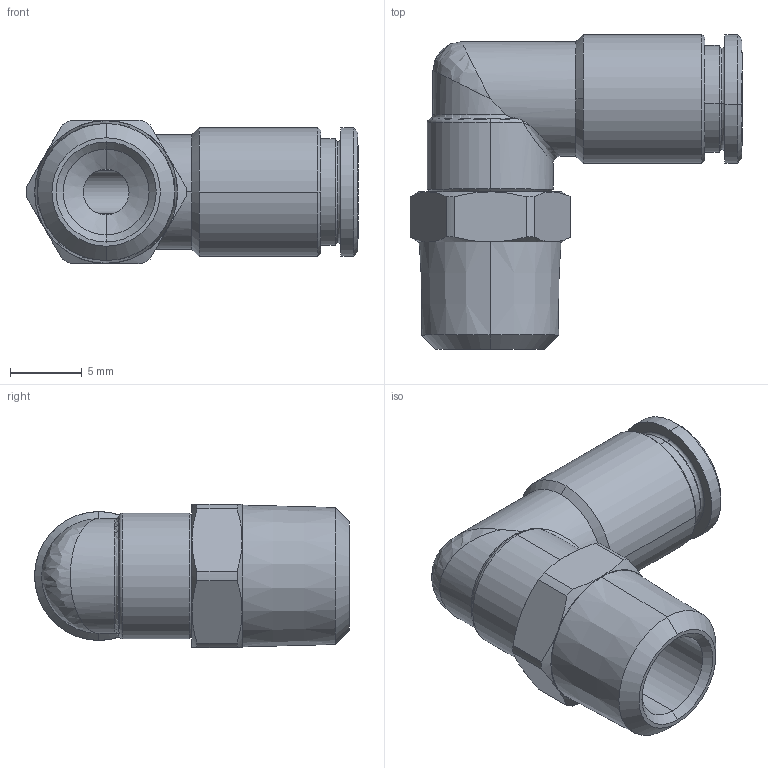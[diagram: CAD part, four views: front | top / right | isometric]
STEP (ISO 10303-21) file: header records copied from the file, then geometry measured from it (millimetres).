
FILE_DESCRIPTION (( 'STEP AP203' ), '1' );
FILE_NAME ('X0050011.STEP', '2010-09-23T15:24:38', ( '' ), ( 'sopra-pneumatic' ), 'SwSTEP 2.0', 'SolidWorks 2009', '' );
FILE_SCHEMA (( 'CONFIG_CONTROL_DESIGN' ));
Length unit declared in the file: millimetre
Products named in the file (1): X0050011
Bounding box: 23.2 x 22 x 10 mm (x, y, z)
Volume: 1672.2 mm3; surface area: 1621.2 mm2
Topology: 1 solids, 1 shells, 89 faces, 206 edges, 121 vertices
Faces by surface type: cone 35, cylinder 27, plane 15, torus 8, bspline 4
Entity records: 3567 total; most frequent: CARTESIAN_POINT 1507, DIRECTION 434, ORIENTED_EDGE 408, EDGE_CURVE 204, AXIS2_PLACEMENT_3D 189, VERTEX_POINT 121, CIRCLE 103, EDGE_LOOP 95
